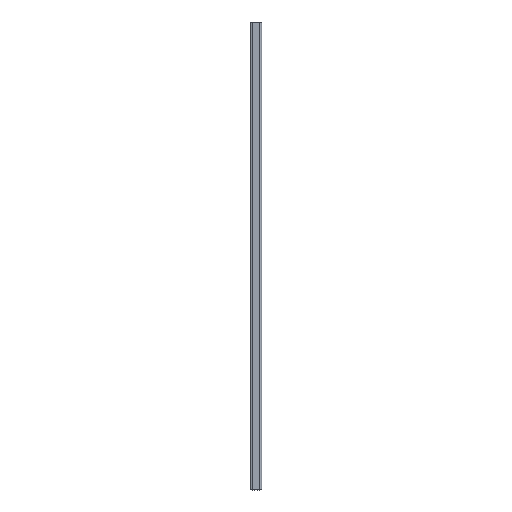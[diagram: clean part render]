
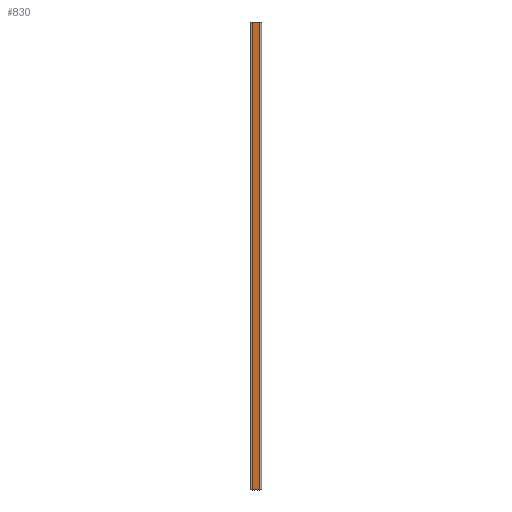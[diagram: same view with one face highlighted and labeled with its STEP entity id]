
A CAD part, top view. The second image highlights one B-rep face of the part: STEP entity #830.
In plain terms, the highlighted planar face has unit normal (0, 0, 1).
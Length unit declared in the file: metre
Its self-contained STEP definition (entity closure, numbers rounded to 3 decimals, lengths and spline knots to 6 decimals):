
#76 = EDGE_CURVE ( 'NONE', #131, #956, #975, .T. ) ;
#85 = VERTEX_POINT ( 'NONE', #515 ) ;
#131 = VERTEX_POINT ( 'NONE', #970 ) ;
#140 = LINE ( 'NONE', #851, #196 ) ;
#169 = ORIENTED_EDGE ( 'NONE', *, *, #76, .T. ) ;
#181 = EDGE_CURVE ( 'NONE', #404, #85, #603, .T. ) ;
#185 = CARTESIAN_POINT ( 'NONE',  ( 0., 2., 0.0403 ) ) ;
#196 = VECTOR ( 'NONE', #613, 1. ) ;
#199 = ORIENTED_EDGE ( 'NONE', *, *, #181, .F. ) ;
#208 = CARTESIAN_POINT ( 'NONE',  ( 0., 0., 0.0403 ) ) ;
#219 = DIRECTION ( 'NONE',  ( -1., 0., 0. ) ) ;
#271 = DIRECTION ( 'NONE',  ( -1., 0., 0. ) ) ;
#296 = CARTESIAN_POINT ( 'NONE',  ( 0.01705, 0., 0.0403 ) ) ;
#305 = EDGE_CURVE ( 'NONE', #85, #956, #140, .T. ) ;
#323 = EDGE_CURVE ( 'NONE', #404, #131, #465, .T. ) ;
#344 = AXIS2_PLACEMENT_3D ( 'NONE', #806, #355, #420 ) ;
#355 = DIRECTION ( 'NONE',  ( 0., 0., 1. ) ) ;
#372 = DIRECTION ( 'NONE',  ( 0., 1., 0. ) ) ;
#404 = VERTEX_POINT ( 'NONE', #296 ) ;
#420 = DIRECTION ( 'NONE',  ( 1., 0., 0. ) ) ;
#426 = ORIENTED_EDGE ( 'NONE', *, *, #323, .T. ) ;
#434 = CARTESIAN_POINT ( 'NONE',  ( -0.01705, 2., 0.0403 ) ) ;
#465 = LINE ( 'NONE', #544, #916 ) ;
#511 = VECTOR ( 'NONE', #271, 1. ) ;
#515 = CARTESIAN_POINT ( 'NONE',  ( -0.01705, 0., 0.0403 ) ) ;
#544 = CARTESIAN_POINT ( 'NONE',  ( 0.01705, 6., 0.0403 ) ) ;
#552 = ORIENTED_EDGE ( 'NONE', *, *, #305, .F. ) ;
#581 = PLANE ( 'NONE',  #344 ) ;
#603 = LINE ( 'NONE', #208, #620 ) ;
#613 = DIRECTION ( 'NONE',  ( 0., 1., 0. ) ) ;
#620 = VECTOR ( 'NONE', #219, 1. ) ;
#806 = CARTESIAN_POINT ( 'NONE',  ( 0.01705, 6., 0.0403 ) ) ;
#830 = ADVANCED_FACE ( 'NONE', ( #973 ), #581, .T. ) ;
#851 = CARTESIAN_POINT ( 'NONE',  ( -0.01705, 6., 0.0403 ) ) ;
#916 = VECTOR ( 'NONE', #372, 1. ) ;
#956 = VERTEX_POINT ( 'NONE', #434 ) ;
#964 = EDGE_LOOP ( 'NONE', ( #169, #552, #199, #426 ) ) ;
#970 = CARTESIAN_POINT ( 'NONE',  ( 0.01705, 2., 0.0403 ) ) ;
#973 = FACE_OUTER_BOUND ( 'NONE', #964, .T. ) ;
#975 = LINE ( 'NONE', #185, #511 ) ;
